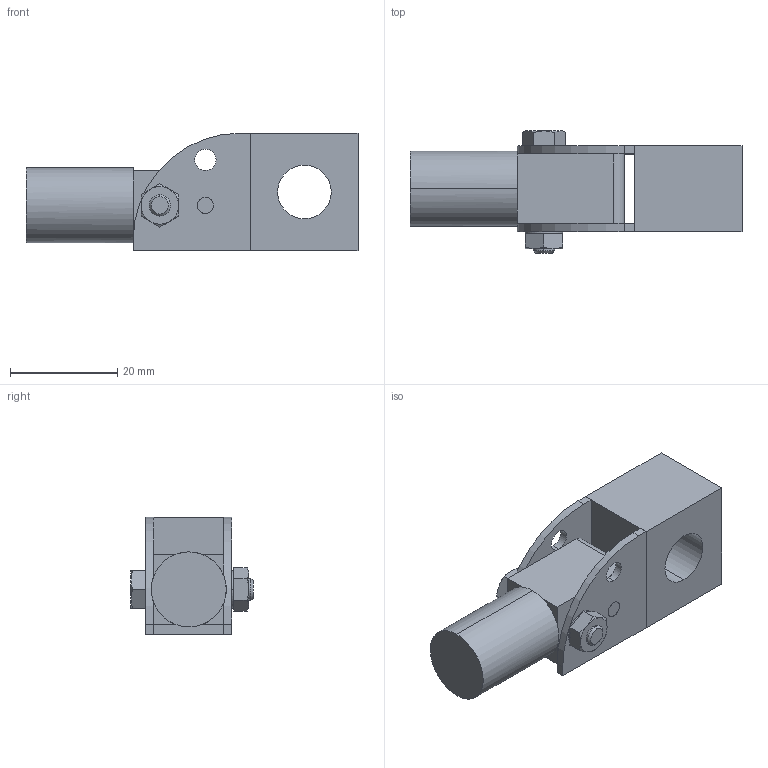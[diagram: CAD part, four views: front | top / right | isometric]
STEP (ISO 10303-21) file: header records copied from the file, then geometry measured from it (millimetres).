
FILE_DESCRIPTION (( 'STEP AP214' ), '1' );
FILE_NAME ('Q2_Darft_1.STEP', '2021-06-20T12:36:04', ( '' ), ( '' ), 'SwSTEP 2.0', 'SolidWorks 2019', '' );
FILE_SCHEMA (( 'AUTOMOTIVE_DESIGN' ));
Length unit declared in the file: millimetre
Products named in the file (7): PivotRod2; Plate2; Handle2; hexagon nut style 1_is_IS 1364-3 - M4-W-N; Q2_Darft_1; hhs(grade a)_is_IS 1364 HHS(Grade A)- M4 x 20-N; Block2
Assembly tree (7 placements, depth 2):
  Q2_Darft_1
    Block2
    Handle2
    PivotRod2
    Plate2  x2
    hhs(grade a)_is_IS 1364 HHS(Grade A)- M4 x 20-N
    hexagon nut style 1_is_IS 1364-3 - M4-W-N
Bounding box: 62 x 22.8 x 22 mm (x, y, z)
Volume: 13649.8 mm3; surface area: 7604.2 mm2
Topology: 7 solids, 7 shells, 109 faces, 246 edges, 152 vertices
Faces by surface type: plane 57, cylinder 34, cone 18
Entity records: 3009 total; most frequent: CARTESIAN_POINT 553, DIRECTION 483, ORIENTED_EDGE 426, EDGE_CURVE 213, AXIS2_PLACEMENT_3D 188, VERTEX_POINT 130, EDGE_LOOP 111, LINE 107
